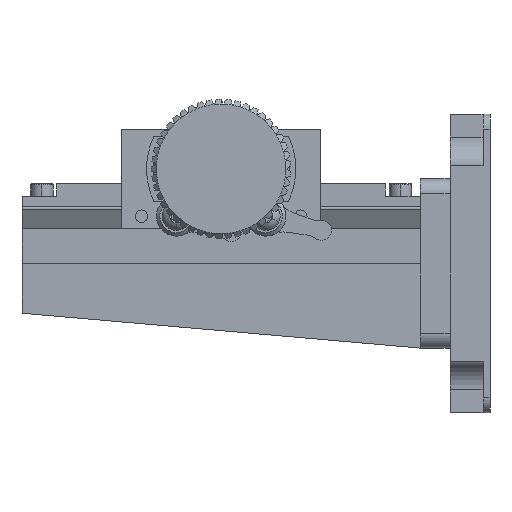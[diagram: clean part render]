
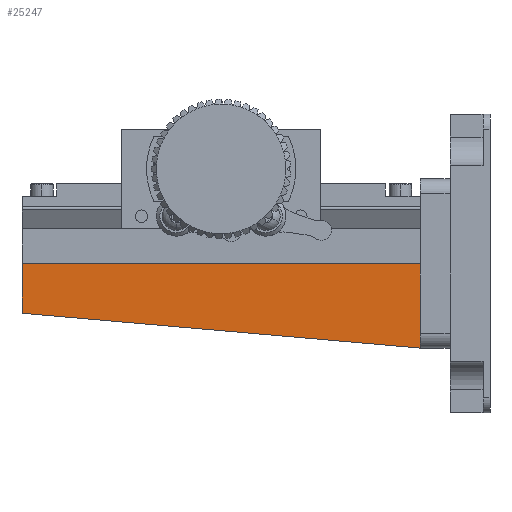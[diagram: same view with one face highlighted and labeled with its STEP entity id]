
A CAD part, left-side view. The second image highlights one B-rep face of the part: STEP entity #25247.
In plain terms, the highlighted planar face has unit normal (-1, 0, 0).
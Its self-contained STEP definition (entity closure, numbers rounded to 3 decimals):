
#1624 = EDGE_CURVE ( 'NONE', #5689, #2237, #31040, .T. ) ;
#2237 = VERTEX_POINT ( 'NONE', #42009 ) ;
#5689 = VERTEX_POINT ( 'NONE', #50091 ) ;
#6593 = CARTESIAN_POINT ( 'NONE',  ( -5., 80., -10. ) ) ;
#8532 = EDGE_CURVE ( 'NONE', #46719, #24752, #25745, .T. ) ;
#8806 = LINE ( 'NONE', #38997, #55929 ) ;
#8860 = CARTESIAN_POINT ( 'NONE',  ( -5., 80., 0. ) ) ;
#10809 = EDGE_LOOP ( 'NONE', ( #43105, #53976, #39734, #31435 ) ) ;
#11526 = PLANE ( 'NONE',  #37020 ) ;
#15173 = CARTESIAN_POINT ( 'NONE',  ( -5., 80., -10. ) ) ;
#16880 = LINE ( 'NONE', #8860, #35709 ) ;
#21050 = DIRECTION ( 'NONE',  ( 1., 0., 0. ) ) ;
#24752 = VERTEX_POINT ( 'NONE', #50232 ) ;
#25247 = ADVANCED_FACE ( 'NONE', ( #51029 ), #11526, .F. ) ;
#25745 = LINE ( 'NONE', #15173, #34451 ) ;
#31034 = DIRECTION ( 'NONE',  ( 0., 0., -1. ) ) ;
#31040 = LINE ( 'NONE', #54504, #57097 ) ;
#31435 = ORIENTED_EDGE ( 'NONE', *, *, #1624, .F. ) ;
#34126 = DIRECTION ( 'NONE',  ( 0., 0.996, 0.087 ) ) ;
#34202 = DIRECTION ( 'NONE',  ( 0., 0., -1. ) ) ;
#34451 = VECTOR ( 'NONE', #56259, 1000. ) ;
#35709 = VECTOR ( 'NONE', #49768, 1000. ) ;
#37020 = AXIS2_PLACEMENT_3D ( 'NONE', #43927, #21050, #34202 ) ;
#38997 = CARTESIAN_POINT ( 'NONE',  ( -5., 0., -17. ) ) ;
#39734 = ORIENTED_EDGE ( 'NONE', *, *, #46692, .F. ) ;
#42009 = CARTESIAN_POINT ( 'NONE',  ( -5., 0., -17. ) ) ;
#43105 = ORIENTED_EDGE ( 'NONE', *, *, #43382, .F. ) ;
#43382 = EDGE_CURVE ( 'NONE', #24752, #5689, #16880, .T. ) ;
#43927 = CARTESIAN_POINT ( 'NONE',  ( -5., 0., 0. ) ) ;
#46692 = EDGE_CURVE ( 'NONE', #2237, #46719, #8806, .T. ) ;
#46719 = VERTEX_POINT ( 'NONE', #6593 ) ;
#49768 = DIRECTION ( 'NONE',  ( 0., -1., 0. ) ) ;
#50091 = CARTESIAN_POINT ( 'NONE',  ( -5., 0., 0. ) ) ;
#50232 = CARTESIAN_POINT ( 'NONE',  ( -5., 80., 0. ) ) ;
#51029 = FACE_OUTER_BOUND ( 'NONE', #10809, .T. ) ;
#53976 = ORIENTED_EDGE ( 'NONE', *, *, #8532, .F. ) ;
#54504 = CARTESIAN_POINT ( 'NONE',  ( -5., 0., 0. ) ) ;
#55929 = VECTOR ( 'NONE', #34126, 1000. ) ;
#56259 = DIRECTION ( 'NONE',  ( 0., 0., 1. ) ) ;
#57097 = VECTOR ( 'NONE', #31034, 1000. ) ;
